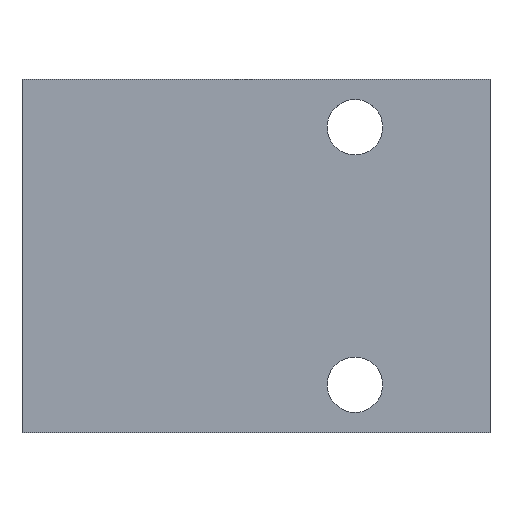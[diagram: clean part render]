
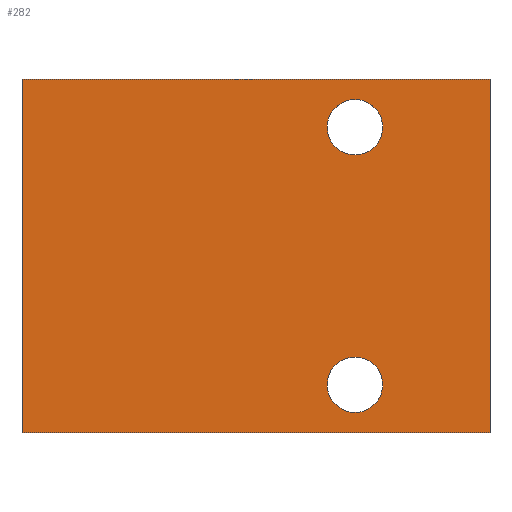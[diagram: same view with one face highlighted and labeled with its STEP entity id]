
A CAD part, top view. The second image highlights one B-rep face of the part: STEP entity #282.
In plain terms, the highlighted planar face has unit normal (0, 0, 1).
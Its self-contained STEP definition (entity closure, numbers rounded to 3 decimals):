
#9 = DIRECTION ( 'NONE',  ( 1., 0., 0. ) ) ;
#10 = VERTEX_POINT ( 'NONE', #291 ) ;
#14 = ORIENTED_EDGE ( 'NONE', *, *, #346, .F. ) ;
#26 = AXIS2_PLACEMENT_3D ( 'NONE', #85, #354, #146 ) ;
#30 = FACE_OUTER_BOUND ( 'NONE', #192, .T. ) ;
#32 = DIRECTION ( 'NONE',  ( 1., 0., 0. ) ) ;
#37 = LINE ( 'NONE', #240, #181 ) ;
#56 = CARTESIAN_POINT ( 'NONE',  ( -11.19, 6.764, 1. ) ) ;
#61 = DIRECTION ( 'NONE',  ( 1., 0., 0. ) ) ;
#62 = DIRECTION ( 'NONE',  ( 0., 0., 1. ) ) ;
#63 = CARTESIAN_POINT ( 'NONE',  ( -25., 4.764, 1. ) ) ;
#72 = EDGE_CURVE ( 'NONE', #341, #263, #231, .T. ) ;
#74 = EDGE_LOOP ( 'NONE', ( #107, #14 ) ) ;
#85 = CARTESIAN_POINT ( 'NONE',  ( -11.19, 17.444, 1. ) ) ;
#93 = LINE ( 'NONE', #324, #348 ) ;
#107 = ORIENTED_EDGE ( 'NONE', *, *, #337, .F. ) ;
#108 = VERTEX_POINT ( 'NONE', #110 ) ;
#110 = CARTESIAN_POINT ( 'NONE',  ( -25., 19.444, 1. ) ) ;
#120 = PLANE ( 'NONE',  #193 ) ;
#126 = CIRCLE ( 'NONE', #215, 1.15 ) ;
#134 = EDGE_LOOP ( 'NONE', ( #367, #143 ) ) ;
#140 = VECTOR ( 'NONE', #167, 1000. ) ;
#143 = ORIENTED_EDGE ( 'NONE', *, *, #224, .T. ) ;
#144 = DIRECTION ( 'NONE',  ( 0., -1., 0. ) ) ;
#146 = DIRECTION ( 'NONE',  ( 1., 0., 0. ) ) ;
#147 = FACE_BOUND ( 'NONE', #134, .T. ) ;
#148 = CARTESIAN_POINT ( 'NONE',  ( -12.34, 17.444, 1. ) ) ;
#161 = VERTEX_POINT ( 'NONE', #356 ) ;
#166 = VECTOR ( 'NONE', #359, 1000. ) ;
#167 = DIRECTION ( 'NONE',  ( 0., 1., 0. ) ) ;
#169 = CARTESIAN_POINT ( 'NONE',  ( -5.59, 4.764, 1. ) ) ;
#171 = DIRECTION ( 'NONE',  ( 1., 0., 0. ) ) ;
#173 = CARTESIAN_POINT ( 'NONE',  ( -11.19, 17.444, 1. ) ) ;
#181 = VECTOR ( 'NONE', #144, 1000. ) ;
#183 = DIRECTION ( 'NONE',  ( 0., 0., -1. ) ) ;
#187 = AXIS2_PLACEMENT_3D ( 'NONE', #56, #183, #171 ) ;
#192 = EDGE_LOOP ( 'NONE', ( #253, #366, #283, #338 ) ) ;
#193 = AXIS2_PLACEMENT_3D ( 'NONE', #268, #209, #61 ) ;
#195 = EDGE_CURVE ( 'NONE', #263, #108, #93, .T. ) ;
#197 = EDGE_CURVE ( 'NONE', #10, #161, #126, .T. ) ;
#202 = CARTESIAN_POINT ( 'NONE',  ( -10.04, 17.444, 1. ) ) ;
#207 = LINE ( 'NONE', #326, #166 ) ;
#209 = DIRECTION ( 'NONE',  ( 0., 0., 1. ) ) ;
#215 = AXIS2_PLACEMENT_3D ( 'NONE', #300, #329, #9 ) ;
#224 = EDGE_CURVE ( 'NONE', #161, #10, #306, .T. ) ;
#229 = EDGE_CURVE ( 'NONE', #254, #341, #207, .T. ) ;
#231 = LINE ( 'NONE', #377, #140 ) ;
#237 = CARTESIAN_POINT ( 'NONE',  ( -5.59, 19.444, 1. ) ) ;
#240 = CARTESIAN_POINT ( 'NONE',  ( -25., 19.444, 1. ) ) ;
#248 = DIRECTION ( 'NONE',  ( -1., 0., 0. ) ) ;
#249 = CIRCLE ( 'NONE', #26, 1.15 ) ;
#253 = ORIENTED_EDGE ( 'NONE', *, *, #266, .T. ) ;
#254 = VERTEX_POINT ( 'NONE', #63 ) ;
#258 = AXIS2_PLACEMENT_3D ( 'NONE', #173, #62, #32 ) ;
#263 = VERTEX_POINT ( 'NONE', #237 ) ;
#266 = EDGE_CURVE ( 'NONE', #108, #254, #37, .T. ) ;
#268 = CARTESIAN_POINT ( 'NONE',  ( -25., 4.764, 1. ) ) ;
#275 = FACE_BOUND ( 'NONE', #74, .T. ) ;
#282 = ADVANCED_FACE ( 'NONE', ( #30, #275, #147 ), #120, .T. ) ;
#283 = ORIENTED_EDGE ( 'NONE', *, *, #72, .T. ) ;
#291 = CARTESIAN_POINT ( 'NONE',  ( -12.34, 6.764, 1. ) ) ;
#300 = CARTESIAN_POINT ( 'NONE',  ( -11.19, 6.764, 1. ) ) ;
#301 = VERTEX_POINT ( 'NONE', #148 ) ;
#306 = CIRCLE ( 'NONE', #187, 1.15 ) ;
#324 = CARTESIAN_POINT ( 'NONE',  ( -5.59, 19.444, 1. ) ) ;
#326 = CARTESIAN_POINT ( 'NONE',  ( -25., 4.764, 1. ) ) ;
#329 = DIRECTION ( 'NONE',  ( 0., 0., -1. ) ) ;
#334 = CIRCLE ( 'NONE', #258, 1.15 ) ;
#337 = EDGE_CURVE ( 'NONE', #301, #369, #334, .T. ) ;
#338 = ORIENTED_EDGE ( 'NONE', *, *, #195, .T. ) ;
#341 = VERTEX_POINT ( 'NONE', #169 ) ;
#346 = EDGE_CURVE ( 'NONE', #369, #301, #249, .T. ) ;
#348 = VECTOR ( 'NONE', #248, 1000. ) ;
#354 = DIRECTION ( 'NONE',  ( 0., 0., 1. ) ) ;
#356 = CARTESIAN_POINT ( 'NONE',  ( -10.04, 6.764, 1. ) ) ;
#359 = DIRECTION ( 'NONE',  ( 1., 0., 0. ) ) ;
#366 = ORIENTED_EDGE ( 'NONE', *, *, #229, .T. ) ;
#367 = ORIENTED_EDGE ( 'NONE', *, *, #197, .T. ) ;
#369 = VERTEX_POINT ( 'NONE', #202 ) ;
#377 = CARTESIAN_POINT ( 'NONE',  ( -5.59, 4.764, 1. ) ) ;
